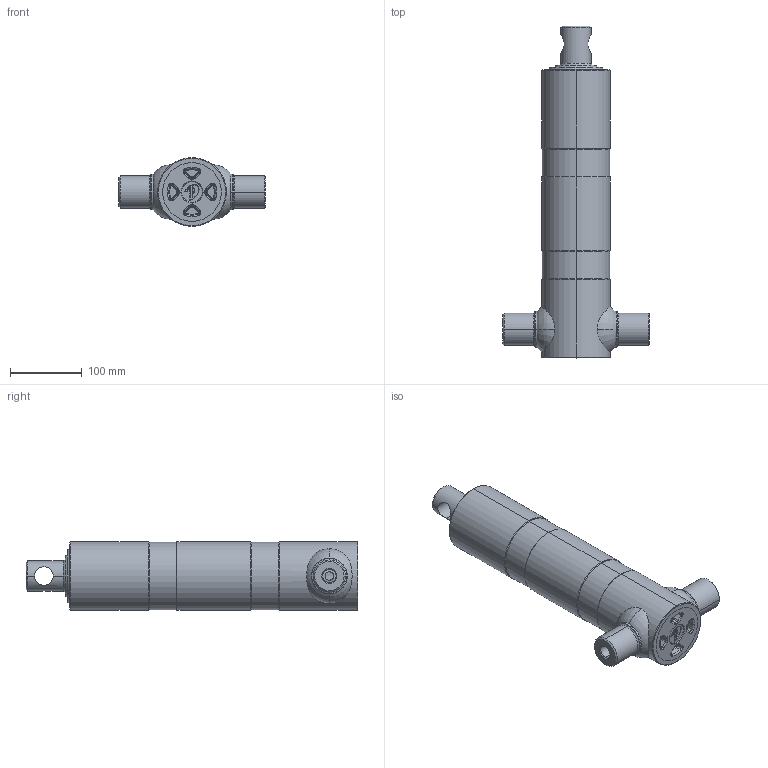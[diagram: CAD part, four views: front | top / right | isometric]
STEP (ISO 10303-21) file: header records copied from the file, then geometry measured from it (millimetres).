
FILE_DESCRIPTION (( 'STEP AP203' ), '1' );
FILE_NAME ('306.BGB.STEP', '2014-10-06T08:43:45', ( '' ), ( '' ), 'SwSTEP 2.0', 'SolidWorks 2013', '' );
FILE_SCHEMA (( 'CONFIG_CONTROL_DESIGN' ));
Length unit declared in the file: millimetre
Products named in the file (1): 306.BGB
Bounding box: 205 x 464 x 96 mm (x, y, z)
Surface area: 377849.4 mm2 (no closed solid volume)
Topology: 0 solids, 13 shells, 244 faces, 651 edges, 406 vertices
Faces by surface type: torus 75, cylinder 66, cone 66, plane 29, bspline 6, sphere 2
Entity records: 9420 total; most frequent: CARTESIAN_POINT 3255, DIRECTION 1440, ORIENTED_EDGE 1118, EDGE_CURVE 649, AXIS2_PLACEMENT_3D 618, VERTEX_POINT 405, CIRCLE 379, EDGE_LOOP 259
